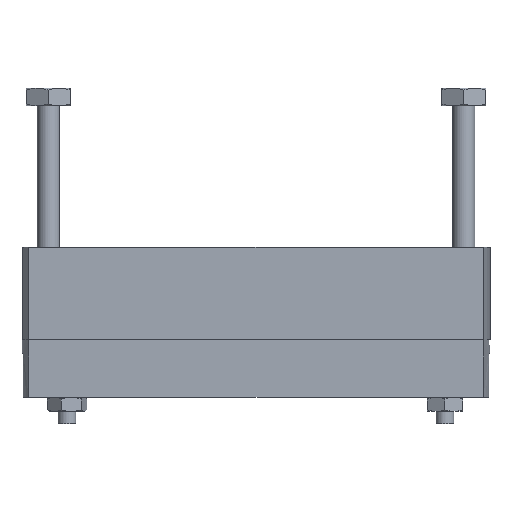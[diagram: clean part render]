
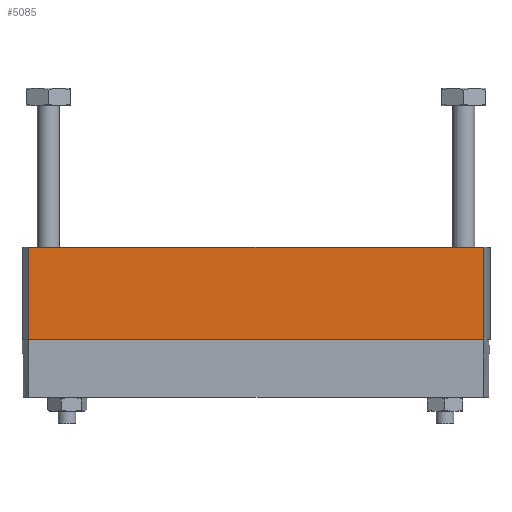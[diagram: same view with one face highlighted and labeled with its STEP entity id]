
A CAD part, front view. The second image highlights one B-rep face of the part: STEP entity #5085.
In plain terms, the highlighted planar face has unit normal (0, -1, 0).
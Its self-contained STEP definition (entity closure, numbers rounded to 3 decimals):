
#271 = VECTOR ( 'NONE', #11408, 1000. ) ;
#339 = DIRECTION ( 'NONE',  ( 0., 0., 1. ) ) ;
#849 = LINE ( 'NONE', #1217, #7306 ) ;
#1217 = CARTESIAN_POINT ( 'NONE',  ( 25.752, -6.25, 0. ) ) ;
#1414 = FACE_OUTER_BOUND ( 'NONE', #2201, .T. ) ;
#1716 = CARTESIAN_POINT ( 'NONE',  ( -25.752, -6.25, 0. ) ) ;
#1860 = VERTEX_POINT ( 'NONE', #1716 ) ;
#2201 = EDGE_LOOP ( 'NONE', ( #7391, #5116, #2766, #13612 ) ) ;
#2766 = ORIENTED_EDGE ( 'NONE', *, *, #3659, .T. ) ;
#3659 = EDGE_CURVE ( 'NONE', #7409, #5956, #6708, .T. ) ;
#4220 = CARTESIAN_POINT ( 'NONE',  ( 25.752, -6.25, -10.5 ) ) ;
#4885 = DIRECTION ( 'NONE',  ( 1., 0., 0. ) ) ;
#4934 = DIRECTION ( 'NONE',  ( 0., -1., 0. ) ) ;
#5085 = ADVANCED_FACE ( 'NONE', ( #1414 ), #14429, .T. ) ;
#5116 = ORIENTED_EDGE ( 'NONE', *, *, #6665, .F. ) ;
#5243 = CARTESIAN_POINT ( 'NONE',  ( -25.752, -6.25, -10.5 ) ) ;
#5623 = CARTESIAN_POINT ( 'NONE',  ( -25.752, -6.25, -10.5 ) ) ;
#5879 = LINE ( 'NONE', #9992, #11882 ) ;
#5956 = VERTEX_POINT ( 'NONE', #10766 ) ;
#6665 = EDGE_CURVE ( 'NONE', #7409, #1860, #7645, .T. ) ;
#6708 = LINE ( 'NONE', #4220, #271 ) ;
#7306 = VECTOR ( 'NONE', #4885, 1000. ) ;
#7391 = ORIENTED_EDGE ( 'NONE', *, *, #14550, .F. ) ;
#7409 = VERTEX_POINT ( 'NONE', #5623 ) ;
#7645 = LINE ( 'NONE', #5243, #9688 ) ;
#7805 = EDGE_CURVE ( 'NONE', #5956, #11076, #5879, .T. ) ;
#8837 = DIRECTION ( 'NONE',  ( 0., 0., 1. ) ) ;
#9688 = VECTOR ( 'NONE', #8837, 1000. ) ;
#9992 = CARTESIAN_POINT ( 'NONE',  ( 25.752, -6.25, -10.5 ) ) ;
#10122 = CARTESIAN_POINT ( 'NONE',  ( 25.752, -6.25, 0. ) ) ;
#10766 = CARTESIAN_POINT ( 'NONE',  ( 25.752, -6.25, -10.5 ) ) ;
#11076 = VERTEX_POINT ( 'NONE', #10122 ) ;
#11408 = DIRECTION ( 'NONE',  ( 1., 0., 0. ) ) ;
#11882 = VECTOR ( 'NONE', #339, 1000. ) ;
#12110 = CARTESIAN_POINT ( 'NONE',  ( 25.752, -6.25, -10.5 ) ) ;
#12750 = AXIS2_PLACEMENT_3D ( 'NONE', #12110, #4934, #13303 ) ;
#13303 = DIRECTION ( 'NONE',  ( 1., 0., 0. ) ) ;
#13612 = ORIENTED_EDGE ( 'NONE', *, *, #7805, .T. ) ;
#14429 = PLANE ( 'NONE',  #12750 ) ;
#14550 = EDGE_CURVE ( 'NONE', #1860, #11076, #849, .T. ) ;
